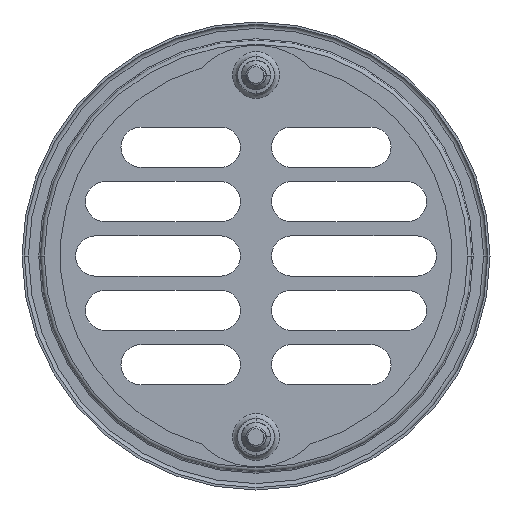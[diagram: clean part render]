
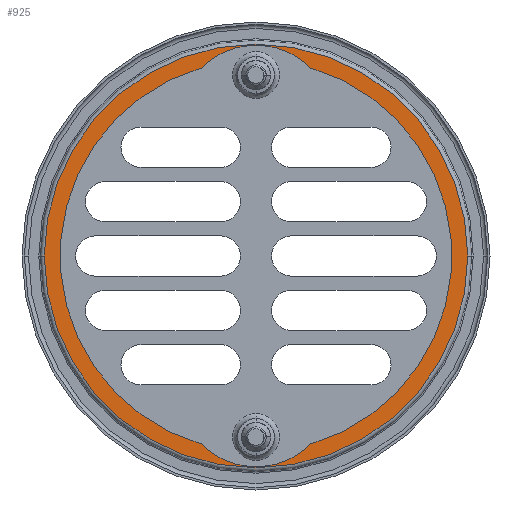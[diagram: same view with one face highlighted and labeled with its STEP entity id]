
A CAD part, front view. The second image highlights one B-rep face of the part: STEP entity #925.
In plain terms, the highlighted planar face has unit normal (0, -1, 0).
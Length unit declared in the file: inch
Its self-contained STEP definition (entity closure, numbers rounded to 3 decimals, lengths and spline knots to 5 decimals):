
#360=CARTESIAN_POINT('',(0.,0.222,0.));
#361=DIRECTION('',(0.,-1.,0.));
#362=DIRECTION('',(-1.,0.,0.));
#363=AXIS2_PLACEMENT_3D('',#360,#361,#362);
#368=CARTESIAN_POINT('',(0.,0.222,0.));
#369=DIRECTION('',(0.,1.,0.));
#370=DIRECTION('',(-1.,0.,0.));
#371=AXIS2_PLACEMENT_3D('',#368,#369,#370);
#376=CARTESIAN_POINT('',(0.,0.222,-1.03064));
#377=DIRECTION('',(0.,1.,0.));
#378=DIRECTION('',(0.708,0.,-0.706));
#379=AXIS2_PLACEMENT_3D('',#376,#377,#378);
#384=CARTESIAN_POINT('',(0.,0.222,1.03064));
#385=DIRECTION('',(0.,1.,0.));
#386=DIRECTION('',(-0.708,0.,0.706));
#387=AXIS2_PLACEMENT_3D('',#384,#385,#386);
#564=CARTESIAN_POINT('',(0.,0.222,0.));
#565=DIRECTION('',(0.,1.,0.));
#566=DIRECTION('',(-0.281,0.,-0.96));
#567=AXIS2_PLACEMENT_3D('',#564,#565,#566);
#609=CARTESIAN_POINT('',(0.,0.222,0.));
#610=DIRECTION('',(0.,1.,0.));
#611=DIRECTION('',(0.281,0.,0.96));
#612=AXIS2_PLACEMENT_3D('',#609,#610,#611);
#660=CARTESIAN_POINT('',(-1.638,0.222,0.));
#661=VERTEX_POINT('',#660);
#672=CARTESIAN_POINT('',(1.638,0.222,0.));
#673=VERTEX_POINT('',#672);
#680=CARTESIAN_POINT('',(0.425,0.222,-1.45417));
#681=CARTESIAN_POINT('',(-0.425,0.222,-1.45417));
#682=VERTEX_POINT('',#680);
#683=VERTEX_POINT('',#681);
#688=CARTESIAN_POINT('',(-0.425,0.222,1.45417));
#689=CARTESIAN_POINT('',(0.425,0.222,1.45417));
#690=VERTEX_POINT('',#688);
#691=VERTEX_POINT('',#689);
#905=CARTESIAN_POINT('',(0.,0.222,0.));
#906=DIRECTION('',(0.,-1.,0.));
#907=DIRECTION('',(-1.,0.,0.));
#908=AXIS2_PLACEMENT_3D('',#905,#906,#907);
#909=PLANE('',#908);
#911=ORIENTED_EDGE('',*,*,#910,.F.);
#913=ORIENTED_EDGE('',*,*,#912,.T.);
#914=EDGE_LOOP('',(#911,#913));
#915=FACE_OUTER_BOUND('',#914,.F.);
#916=ORIENTED_EDGE('',*,*,#895,.F.);
#918=ORIENTED_EDGE('',*,*,#917,.F.);
#920=ORIENTED_EDGE('',*,*,#919,.F.);
#922=ORIENTED_EDGE('',*,*,#921,.F.);
#923=EDGE_LOOP('',(#916,#918,#920,#922));
#924=FACE_BOUND('',#923,.F.);
#364=CIRCLE('',#363,1.638);
#372=CIRCLE('',#371,1.638);
#380=CIRCLE('',#379,0.6);
#388=CIRCLE('',#387,0.6);
#568=CIRCLE('',#567,1.515);
#613=CIRCLE('',#612,1.515);
#895=EDGE_CURVE('',#682,#683,#380,.T.);
#910=EDGE_CURVE('',#661,#673,#364,.T.);
#912=EDGE_CURVE('',#661,#673,#372,.T.);
#917=EDGE_CURVE('',#691,#682,#613,.T.);
#919=EDGE_CURVE('',#690,#691,#388,.T.);
#921=EDGE_CURVE('',#683,#690,#568,.T.);
#925=ADVANCED_FACE('',(#915,#924),#909,.T.);
